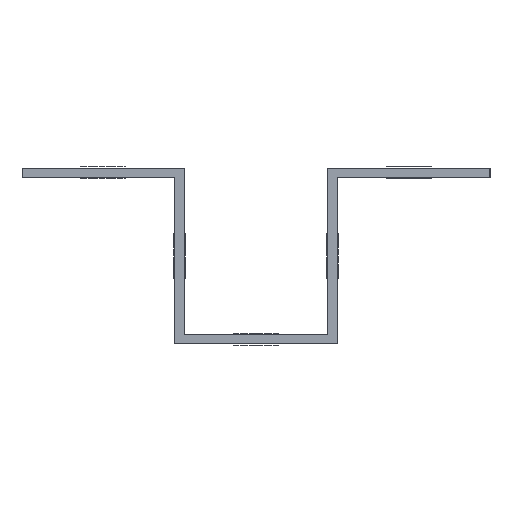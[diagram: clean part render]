
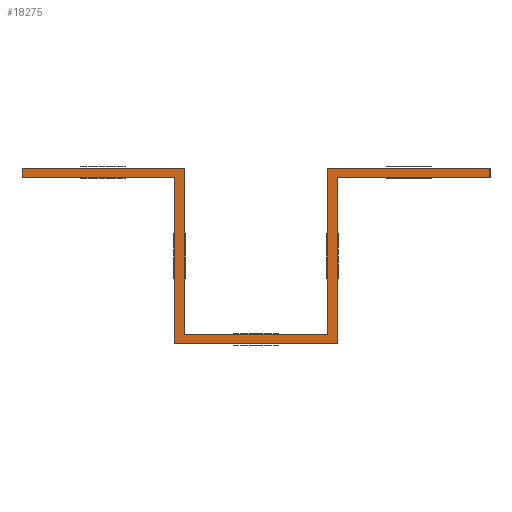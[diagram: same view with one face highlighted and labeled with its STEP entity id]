
A CAD part, left-side view. The second image highlights one B-rep face of the part: STEP entity #18275.
In plain terms, the highlighted planar face has unit normal (-1, 0, 0).
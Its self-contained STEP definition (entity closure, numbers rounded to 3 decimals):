
#3779=FACE_OUTER_BOUND('',#4543,.T.);
#4543=EDGE_LOOP('',(#14486,#14487,#14488,#14489,#14490,#14491,#14492,#14493,
#14494,#14495,#14496,#14497));
#5297=LINE('',#27367,#6833);
#5298=LINE('',#27370,#6834);
#5301=LINE('',#27376,#6837);
#5305=LINE('',#27384,#6841);
#5307=LINE('',#27388,#6843);
#5311=LINE('',#27396,#6847);
#5314=LINE('',#27402,#6850);
#5317=LINE('',#27409,#6853);
#5320=LINE('',#27415,#6856);
#5323=LINE('',#27421,#6859);
#5327=LINE('',#27427,#6863);
#5329=LINE('',#27431,#6865);
#6833=VECTOR('',#21299,1.);
#6834=VECTOR('',#21302,1.);
#6837=VECTOR('',#21307,1.);
#6841=VECTOR('',#21313,1.);
#6843=VECTOR('',#21317,1.);
#6847=VECTOR('',#21323,1.);
#6850=VECTOR('',#21328,1.);
#6853=VECTOR('',#21333,1.);
#6856=VECTOR('',#21338,1.);
#6859=VECTOR('',#21343,1.);
#6863=VECTOR('',#21349,1.);
#6865=VECTOR('',#21355,1.);
#8367=VERTEX_POINT('',#27361);
#8369=VERTEX_POINT('',#27365);
#8370=VERTEX_POINT('',#27369);
#8372=VERTEX_POINT('',#27375);
#8374=VERTEX_POINT('',#27381);
#8376=VERTEX_POINT('',#27387);
#8379=VERTEX_POINT('',#27395);
#8380=VERTEX_POINT('',#27399);
#8382=VERTEX_POINT('',#27405);
#8384=VERTEX_POINT('',#27408);
#8386=VERTEX_POINT('',#27414);
#8388=VERTEX_POINT('',#27420);
#11393=EDGE_CURVE('',#8369,#8367,#5297,.T.);
#11394=EDGE_CURVE('',#8370,#8369,#5298,.T.);
#11397=EDGE_CURVE('',#8370,#8372,#5301,.T.);
#11401=EDGE_CURVE('',#8374,#8372,#5305,.T.);
#11403=EDGE_CURVE('',#8367,#8376,#5307,.T.);
#11407=EDGE_CURVE('',#8379,#8376,#5311,.T.);
#11410=EDGE_CURVE('',#8380,#8374,#5314,.T.);
#11413=EDGE_CURVE('',#8384,#8382,#5317,.T.);
#11416=EDGE_CURVE('',#8386,#8384,#5320,.T.);
#11419=EDGE_CURVE('',#8388,#8386,#5323,.T.);
#11423=EDGE_CURVE('',#8388,#8380,#5327,.T.);
#11425=EDGE_CURVE('',#8379,#8382,#5329,.T.);
#14486=ORIENTED_EDGE('',*,*,#11425,.F.);
#14487=ORIENTED_EDGE('',*,*,#11407,.T.);
#14488=ORIENTED_EDGE('',*,*,#11403,.F.);
#14489=ORIENTED_EDGE('',*,*,#11393,.F.);
#14490=ORIENTED_EDGE('',*,*,#11394,.F.);
#14491=ORIENTED_EDGE('',*,*,#11397,.T.);
#14492=ORIENTED_EDGE('',*,*,#11401,.F.);
#14493=ORIENTED_EDGE('',*,*,#11410,.F.);
#14494=ORIENTED_EDGE('',*,*,#11423,.F.);
#14495=ORIENTED_EDGE('',*,*,#11419,.T.);
#14496=ORIENTED_EDGE('',*,*,#11416,.T.);
#14497=ORIENTED_EDGE('',*,*,#11413,.T.);
#17511=PLANE('',#19041);
#18275=ADVANCED_FACE('',(#3779),#17511,.F.);
#19041=AXIS2_PLACEMENT_3D('',#27432,#21356,#21357);
#21299=DIRECTION('',(0.,1.,0.));
#21302=DIRECTION('',(0.,0.,-1.));
#21307=DIRECTION('',(0.,1.,0.));
#21313=DIRECTION('',(0.,0.,1.));
#21317=DIRECTION('',(0.,0.,-1.));
#21323=DIRECTION('',(0.,-1.,0.));
#21328=DIRECTION('',(0.,-1.,0.));
#21333=DIRECTION('',(0.,-1.,0.));
#21338=DIRECTION('',(0.,0.,-1.));
#21343=DIRECTION('',(0.,1.,0.));
#21349=DIRECTION('',(0.,0.,-1.));
#21355=DIRECTION('',(0.,0.,1.));
#21356=DIRECTION('center_axis',(1.,0.,0.));
#21357=DIRECTION('ref_axis',(0.,0.,-1.));
#27361=CARTESIAN_POINT('',(17.605,82.291,25.658));
#27365=CARTESIAN_POINT('',(17.605,58.641,25.658));
#27367=CARTESIAN_POINT('',(17.605,58.641,25.658));
#27369=CARTESIAN_POINT('',(17.605,58.641,27.158));
#27370=CARTESIAN_POINT('',(17.605,58.641,27.158));
#27375=CARTESIAN_POINT('',(17.605,83.791,27.158));
#27376=CARTESIAN_POINT('',(17.605,83.641,27.158));
#27381=CARTESIAN_POINT('',(17.605,83.791,1.358));
#27384=CARTESIAN_POINT('',(17.605,83.791,0.008));
#27387=CARTESIAN_POINT('',(17.605,82.291,-0.142));
#27388=CARTESIAN_POINT('',(17.605,82.291,27.008));
#27395=CARTESIAN_POINT('',(17.605,107.591,-0.142));
#27396=CARTESIAN_POINT('',(17.605,83.791,-0.142));
#27399=CARTESIAN_POINT('',(17.605,106.091,1.358));
#27402=CARTESIAN_POINT('',(17.605,107.441,1.358));
#27405=CARTESIAN_POINT('',(17.605,107.591,25.658));
#27408=CARTESIAN_POINT('',(17.605,131.241,25.658));
#27409=CARTESIAN_POINT('',(17.605,106.241,25.658));
#27414=CARTESIAN_POINT('',(17.605,131.241,27.158));
#27415=CARTESIAN_POINT('',(17.605,131.241,27.158));
#27420=CARTESIAN_POINT('',(17.605,106.091,27.158));
#27421=CARTESIAN_POINT('',(17.605,106.241,27.158));
#27427=CARTESIAN_POINT('',(17.605,106.091,27.158));
#27431=CARTESIAN_POINT('',(17.605,107.591,-0.142));
#27432=CARTESIAN_POINT('Origin',(17.605,95.091,0.683));
